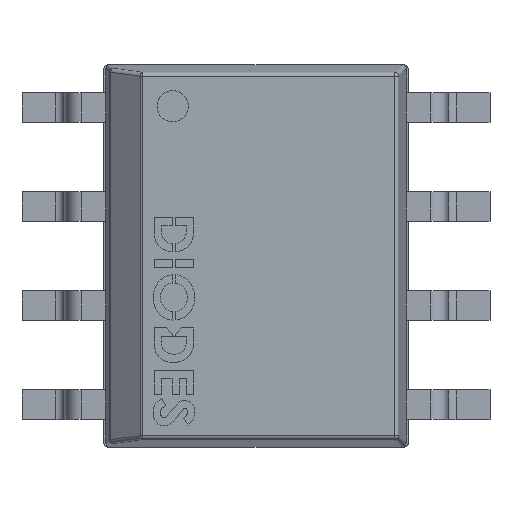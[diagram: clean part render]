
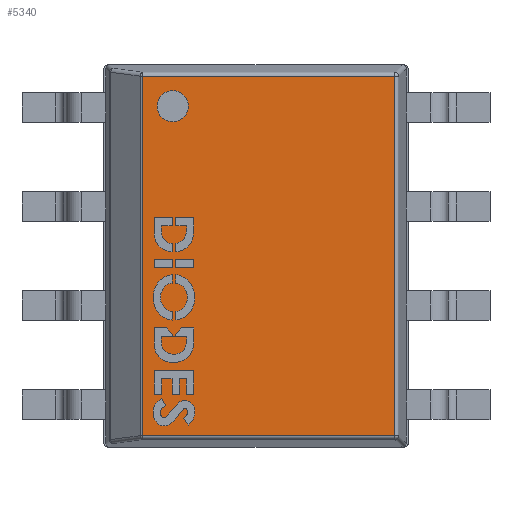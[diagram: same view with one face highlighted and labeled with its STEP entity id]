
A CAD part, top view. The second image highlights one B-rep face of the part: STEP entity #5340.
In plain terms, the highlighted planar face has unit normal (0, 0, 1).
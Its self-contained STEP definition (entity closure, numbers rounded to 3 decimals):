
#164=FACE_BOUND('',#759,.T.);
#250=CIRCLE('',#5746,0.2);
#251=CIRCLE('',#5747,0.2);
#439=FACE_OUTER_BOUND('',#758,.T.);
#758=EDGE_LOOP('',(#3883,#3884,#3885,#3886));
#759=EDGE_LOOP('',(#3887,#3888));
#1156=LINE('',#7940,#1754);
#1160=LINE('',#7953,#1758);
#1164=LINE('',#7959,#1762);
#1168=LINE('',#7965,#1766);
#1754=VECTOR('',#6504,10.);
#1758=VECTOR('',#6520,10.);
#1762=VECTOR('',#6528,10.);
#1766=VECTOR('',#6536,10.);
#2279=VERTEX_POINT('',#7814);
#2280=VERTEX_POINT('',#7815);
#2313=VERTEX_POINT('',#7918);
#2316=VERTEX_POINT('',#7925);
#2319=VERTEX_POINT('',#7932);
#2322=VERTEX_POINT('',#7945);
#2832=EDGE_CURVE('',#2279,#2280,#250,.T.);
#2833=EDGE_CURVE('',#2280,#2279,#251,.T.);
#2894=EDGE_CURVE('',#2319,#2313,#1156,.T.);
#2901=EDGE_CURVE('',#2322,#2319,#1160,.T.);
#2905=EDGE_CURVE('',#2316,#2322,#1164,.T.);
#2909=EDGE_CURVE('',#2313,#2316,#1168,.T.);
#3883=ORIENTED_EDGE('',*,*,#2894,.F.);
#3884=ORIENTED_EDGE('',*,*,#2901,.F.);
#3885=ORIENTED_EDGE('',*,*,#2905,.F.);
#3886=ORIENTED_EDGE('',*,*,#2909,.F.);
#3887=ORIENTED_EDGE('',*,*,#2832,.T.);
#3888=ORIENTED_EDGE('',*,*,#2833,.T.);
#5095=PLANE('',#5818);
#5340=ADVANCED_FACE('',(#439,#164),#5095,.T.);
#5746=AXIS2_PLACEMENT_3D('',#7816,#6364,#6365);
#5747=AXIS2_PLACEMENT_3D('',#7817,#6366,#6367);
#5818=AXIS2_PLACEMENT_3D('',#7979,#6555,#6556);
#6364=DIRECTION('center_axis',(0.,0.,-1.));
#6365=DIRECTION('ref_axis',(1.,0.,0.));
#6366=DIRECTION('center_axis',(0.,0.,-1.));
#6367=DIRECTION('ref_axis',(1.,0.,0.));
#6504=DIRECTION('',(-1.,0.,0.));
#6520=DIRECTION('',(0.,-1.,0.));
#6528=DIRECTION('',(1.,0.,0.));
#6536=DIRECTION('',(0.,1.,0.));
#6555=DIRECTION('center_axis',(0.,0.,1.));
#6556=DIRECTION('ref_axis',(1.,0.,0.));
#7814=CARTESIAN_POINT('',(-0.868,1.919,1.7));
#7815=CARTESIAN_POINT('',(-1.268,1.919,1.7));
#7816=CARTESIAN_POINT('Origin',(-1.068,1.919,1.7));
#7817=CARTESIAN_POINT('Origin',(-1.068,1.919,1.7));
#7918=CARTESIAN_POINT('',(-1.454,-2.304,1.7));
#7925=CARTESIAN_POINT('',(-1.454,2.304,1.7));
#7932=CARTESIAN_POINT('',(1.779,-2.304,1.7));
#7940=CARTESIAN_POINT('',(-1.444,-2.304,1.7));
#7945=CARTESIAN_POINT('',(1.779,2.304,1.7));
#7953=CARTESIAN_POINT('',(1.779,0.,1.7));
#7959=CARTESIAN_POINT('',(-1.444,2.304,1.7));
#7965=CARTESIAN_POINT('',(-1.454,0.,1.7));
#7979=CARTESIAN_POINT('Origin',(-1.925,0.,1.7));
